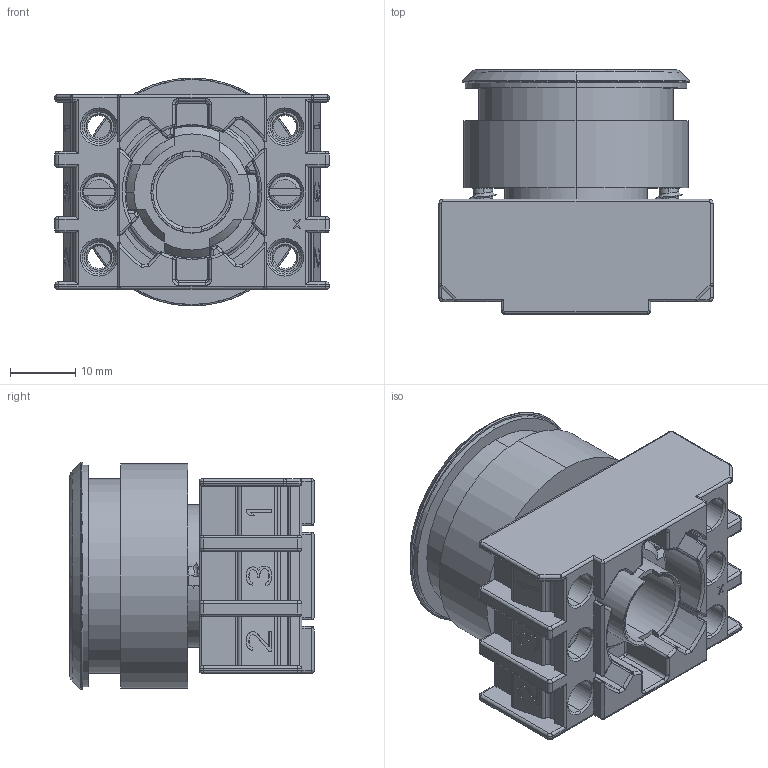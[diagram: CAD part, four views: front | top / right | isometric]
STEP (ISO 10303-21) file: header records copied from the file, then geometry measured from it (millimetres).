
FILE_DESCRIPTION (( 'STEP AP203' ), '1' );
FILE_NAME ('EML.VBL.step', '2020-12-14T22:32:11', ( '' ), ( '' ), 'SwSTEP 2.0', 'SolidWorks 2019', '' );
FILE_SCHEMA (( 'CONFIG_CONTROL_DESIGN' ));
Length unit declared in the file: millimetre
Products named in the file (1): EML.VBL
Bounding box: 42 x 37.45 x 34.93 mm (x, y, z)
Volume: 22250.9 mm3; surface area: 21606.7 mm2
Topology: 3 solids, 3 shells, 1372 faces, 3641 edges, 2253 vertices
Faces by surface type: plane 495, cylinder 474, bspline 242, cone 138, torus 23
Entity records: 59459 total; most frequent: CARTESIAN_POINT 27524, ORIENTED_EDGE 7198, DIRECTION 6084, EDGE_CURVE 3599, VERTEX_POINT 2253, AXIS2_PLACEMENT_3D 2142, LINE 1800, VECTOR 1800
